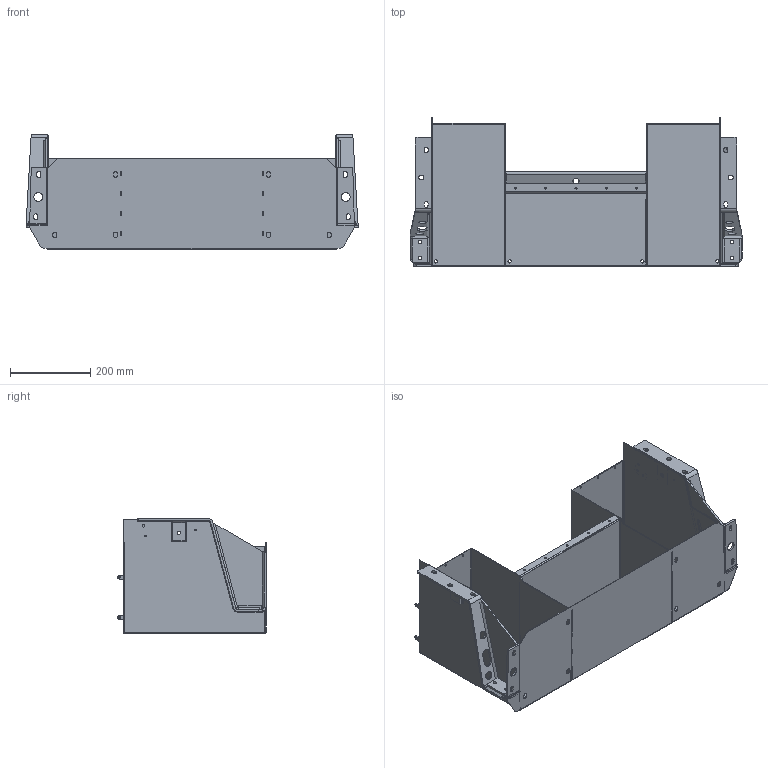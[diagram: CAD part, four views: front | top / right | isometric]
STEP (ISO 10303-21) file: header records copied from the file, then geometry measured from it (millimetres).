
FILE_DESCRIPTION(/* description */ ('Unknown'),/* implementation_level */ '2;1');
FILE_NAME(/* name */ 'Batteriekorb_18S_v1',/* time_stamp */ '2026-01-15T10:26:08+01:00',/* author */ ('Unknown'),/* organization */ ('Unknown'),/* preprocessor_version */ 'ST-DEVELOPER v20',/* originating_system */ 'Solid Edge',/* authorisation */ 'Unknown');
FILE_SCHEMA (('AUTOMOTIVE_DESIGN {1 0 10303 214 3 1 1}'));
Length unit declared in the file: millimetre
Products named in the file (43): Batteriekorb_1; Batteriekanal_2; Aufhängung1; Stossdämpferhalter; Motorlager_2; Aufhängung_re_1; Lasche_Feder; Schottwand_re_1; Kehlnaht_53_oa_0; Schottwand_1; Kehlnaht_56_oa_1; Kehlnaht_59_oa_2; Kehlnaht_60_oa_3; Kehlnaht_63_oa_4; Kehlnaht_66_oa_5; Kehlnaht_68_oa_6; Kehlnaht_70_oa_7; Kehlnaht_74_oa_8; Kehlnaht_75_oa_9; Kehlnaht_76_oa_10; Kehlnaht_78_oa_11; Kehlnaht_82_oa_12; Kehlnaht_83_oa_13; Frontblech; Spickel; Kehlnaht_85_oa_14; Kehlnaht_86_oa_15; Kehlnaht_100_oa_16; Kehlnaht_88_oa_17; Kehlnaht_89_oa_18; Kehlnaht_99_oa_19; Kehlnaht_92_oa_20; Kehlnaht_93_oa_21; Kehlnaht_94_oa_22; Kehlnaht_95_oa_23; Kehlnaht_97_oa_24; Kehlnaht_98_oa_25; Kehlnaht_96_oa_26; Kehlnaht_101_oa_27; Kehlnaht_102_oa_28 ...
Assembly tree (45 placements, depth 2):
  Batteriekorb_1
    Batteriekanal_2
    Aufhängung1
    Stossdämpferhalter  x2
    Motorlager_2
    Aufhängung_re_1
    Lasche_Feder  x2
    Schottwand_re_1
    Kehlnaht_53_oa_0
    Schottwand_1
    Kehlnaht_56_oa_1
    Kehlnaht_59_oa_2
    Kehlnaht_60_oa_3
    Kehlnaht_63_oa_4
    Kehlnaht_66_oa_5
    Kehlnaht_68_oa_6
    Kehlnaht_70_oa_7
    Kehlnaht_74_oa_8
    Kehlnaht_75_oa_9
    Kehlnaht_76_oa_10
    Kehlnaht_78_oa_11
    Kehlnaht_82_oa_12
    Kehlnaht_83_oa_13
    Frontblech
    Spickel  x2
    Kehlnaht_85_oa_14
    Kehlnaht_86_oa_15
    Kehlnaht_100_oa_16
    Kehlnaht_88_oa_17
    Kehlnaht_89_oa_18
    Kehlnaht_99_oa_19
    Kehlnaht_92_oa_20
    Kehlnaht_93_oa_21
    Kehlnaht_94_oa_22
    Kehlnaht_95_oa_23
    Kehlnaht_97_oa_24
    Kehlnaht_98_oa_25
    Kehlnaht_96_oa_26
    Kehlnaht_101_oa_27
    Kehlnaht_102_oa_28
    Kehlnaht_103_oa_29
    Kehlnaht_104_oa_30
    Bremsverteiler_Halter
Bounding box: 825 x 369.39 x 285.08 mm (x, y, z)
Volume: 2338874.9 mm3; surface area: 2095687.3 mm2
Topology: 60 solids, 60 shells, 808 faces, 2022 edges, 1315 vertices
Faces by surface type: plane 571, cylinder 193, cone 35, bspline 9
Full cylindrical faces by diameter (mm): 4.5 x8, 5 x15, 6 x6, 8 x4, 8.376 x6, 10.5 x6, 12 x2, 15.5 x1, 20 x4, 22 x2
Entity records: 25801 total; most frequent: CARTESIAN_POINT 4352, DIRECTION 3879, ORIENTED_EDGE 3716, EDGE_CURVE 1858, LINE 1423, VECTOR 1423, VERTEX_POINT 1236, AXIS2_PLACEMENT_3D 1228
